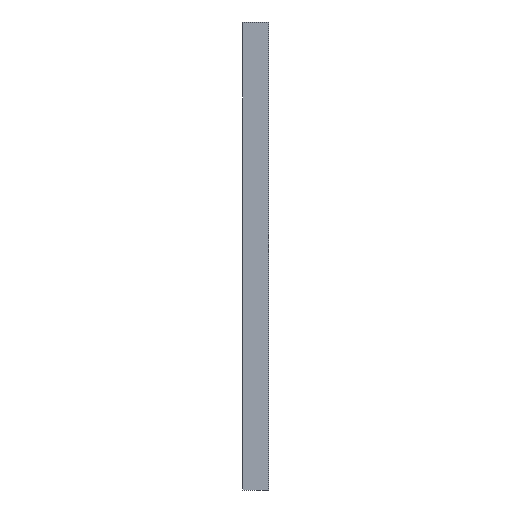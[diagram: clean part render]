
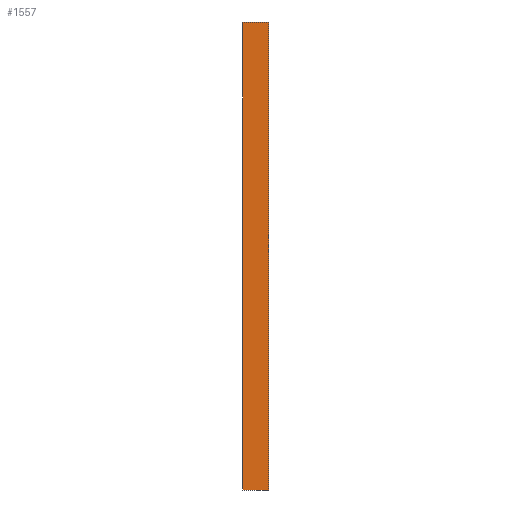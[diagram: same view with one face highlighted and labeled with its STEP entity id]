
A CAD part, left-side view. The second image highlights one B-rep face of the part: STEP entity #1557.
In plain terms, the highlighted planar face has unit normal (-1, 0, 0).
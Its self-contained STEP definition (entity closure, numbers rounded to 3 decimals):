
#107=PLANE('',#1741);
#195=FACE_OUTER_BOUND('',#323,.T.);
#323=EDGE_LOOP('',(#1365,#1366,#1367,#1368));
#433=LINE('',#3494,#547);
#435=LINE('',#3538,#549);
#436=LINE('',#3540,#550);
#437=LINE('',#3541,#551);
#547=VECTOR('',#2167,10.);
#549=VECTOR('',#2177,10.);
#550=VECTOR('',#2178,10.);
#551=VECTOR('',#2179,10.);
#775=VERTEX_POINT('',#3487);
#778=VERTEX_POINT('',#3492);
#779=VERTEX_POINT('',#3537);
#780=VERTEX_POINT('',#3539);
#977=EDGE_CURVE('',#778,#775,#433,.T.);
#981=EDGE_CURVE('',#779,#778,#435,.T.);
#982=EDGE_CURVE('',#780,#779,#436,.T.);
#983=EDGE_CURVE('',#775,#780,#437,.T.);
#1365=ORIENTED_EDGE('',*,*,#981,.F.);
#1366=ORIENTED_EDGE('',*,*,#982,.F.);
#1367=ORIENTED_EDGE('',*,*,#983,.F.);
#1368=ORIENTED_EDGE('',*,*,#977,.F.);
#1557=ADVANCED_FACE('',(#195),#107,.T.);
#1741=AXIS2_PLACEMENT_3D('',#3536,#2175,#2176);
#2167=DIRECTION('',(0.,0.,1.));
#2175=DIRECTION('center_axis',(-1.,0.,0.));
#2176=DIRECTION('ref_axis',(0.,0.,1.));
#2177=DIRECTION('',(0.,1.,0.));
#2178=DIRECTION('',(0.,0.,-1.));
#2179=DIRECTION('',(0.,-1.,0.));
#3487=CARTESIAN_POINT('',(-57.5,-160.,-467.5));
#3492=CARTESIAN_POINT('',(-57.5,-160.,-647.5));
#3494=CARTESIAN_POINT('',(-57.5,-160.,-467.5));
#3536=CARTESIAN_POINT('Origin',(-57.5,-165.,-647.5));
#3537=CARTESIAN_POINT('',(-57.5,-170.,-647.5));
#3538=CARTESIAN_POINT('',(-57.5,-165.,-647.5));
#3539=CARTESIAN_POINT('',(-57.5,-170.,-467.5));
#3540=CARTESIAN_POINT('',(-57.5,-170.,-467.5));
#3541=CARTESIAN_POINT('',(-57.5,-165.,-467.5));
